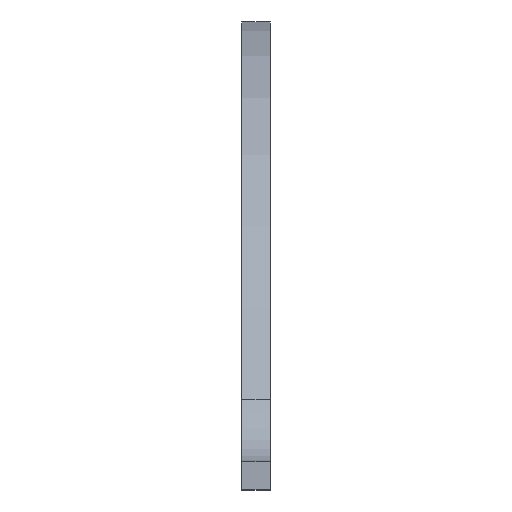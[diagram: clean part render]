
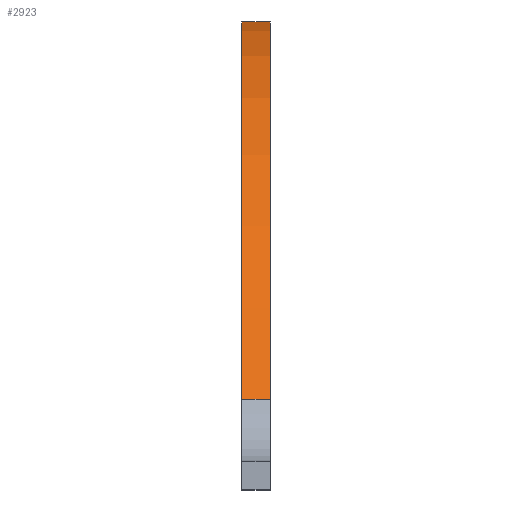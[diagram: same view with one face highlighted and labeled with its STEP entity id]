
A CAD part, front view. The second image highlights one B-rep face of the part: STEP entity #2923.
In plain terms, the highlighted cylindrical face has radius 265.014 mm (diameter 530.029 mm), a partial arc.
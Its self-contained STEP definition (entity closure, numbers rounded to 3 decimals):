
#1 = EDGE_CURVE ( 'NONE', #7182, #8094, #4680, .T. ) ;
#240 = DIRECTION ( 'NONE',  ( 0., 0., 1. ) ) ;
#316 = CIRCLE ( 'NONE', #8060, 265.014 ) ;
#840 = VECTOR ( 'NONE', #9104, 1000. ) ;
#1170 = CARTESIAN_POINT ( 'NONE',  ( 6., 140.486, 32.769 ) ) ;
#1243 = AXIS2_PLACEMENT_3D ( 'NONE', #1518, #2888, #2804 ) ;
#1492 = CARTESIAN_POINT ( 'NONE',  ( -6., 384.333, 194. ) ) ;
#1518 = CARTESIAN_POINT ( 'NONE',  ( 0., 384.333, -71.014 ) ) ;
#1570 = VECTOR ( 'NONE', #7419, 1000. ) ;
#1645 = CARTESIAN_POINT ( 'NONE',  ( 0., 384.333, 194. ) ) ;
#2302 = ORIENTED_EDGE ( 'NONE', *, *, #7520, .T. ) ;
#2304 = DIRECTION ( 'NONE',  ( -1., 0., 0. ) ) ;
#2804 = DIRECTION ( 'NONE',  ( 0., 0., 1. ) ) ;
#2888 = DIRECTION ( 'NONE',  ( -1., 0., 0. ) ) ;
#2923 = ADVANCED_FACE ( 'NONE', ( #8602 ), #7389, .T. ) ;
#3171 = CARTESIAN_POINT ( 'NONE',  ( -6., 140.486, 32.769 ) ) ;
#4680 = LINE ( 'NONE', #6892, #840 ) ;
#4745 = VERTEX_POINT ( 'NONE', #1492 ) ;
#5032 = ORIENTED_EDGE ( 'NONE', *, *, #8662, .F. ) ;
#5256 = EDGE_LOOP ( 'NONE', ( #8179, #2302, #5032, #7502 ) ) ;
#5386 = LINE ( 'NONE', #1645, #1570 ) ;
#6452 = CARTESIAN_POINT ( 'NONE',  ( 6., 384.333, -71.014 ) ) ;
#6516 = CIRCLE ( 'NONE', #6736, 265.014 ) ;
#6653 = CARTESIAN_POINT ( 'NONE',  ( -6., 384.333, -71.014 ) ) ;
#6736 = AXIS2_PLACEMENT_3D ( 'NONE', #6653, #2304, #240 ) ;
#6892 = CARTESIAN_POINT ( 'NONE',  ( -6., 140.486, 32.769 ) ) ;
#6922 = VERTEX_POINT ( 'NONE', #9236 ) ;
#7182 = VERTEX_POINT ( 'NONE', #3171 ) ;
#7389 = CYLINDRICAL_SURFACE ( 'NONE', #1243, 265.014 ) ;
#7419 = DIRECTION ( 'NONE',  ( -1., 0., 0. ) ) ;
#7502 = ORIENTED_EDGE ( 'NONE', *, *, #1, .T. ) ;
#7520 = EDGE_CURVE ( 'NONE', #6922, #4745, #5386, .T. ) ;
#7723 = EDGE_CURVE ( 'NONE', #8094, #6922, #316, .T. ) ;
#7881 = DIRECTION ( 'NONE',  ( -1., 0., 0. ) ) ;
#8060 = AXIS2_PLACEMENT_3D ( 'NONE', #6452, #7881, #9249 ) ;
#8094 = VERTEX_POINT ( 'NONE', #1170 ) ;
#8179 = ORIENTED_EDGE ( 'NONE', *, *, #7723, .T. ) ;
#8602 = FACE_OUTER_BOUND ( 'NONE', #5256, .T. ) ;
#8662 = EDGE_CURVE ( 'NONE', #7182, #4745, #6516, .T. ) ;
#9104 = DIRECTION ( 'NONE',  ( 1., 0., 0. ) ) ;
#9236 = CARTESIAN_POINT ( 'NONE',  ( 6., 384.333, 194. ) ) ;
#9249 = DIRECTION ( 'NONE',  ( 0., 0., 1. ) ) ;
